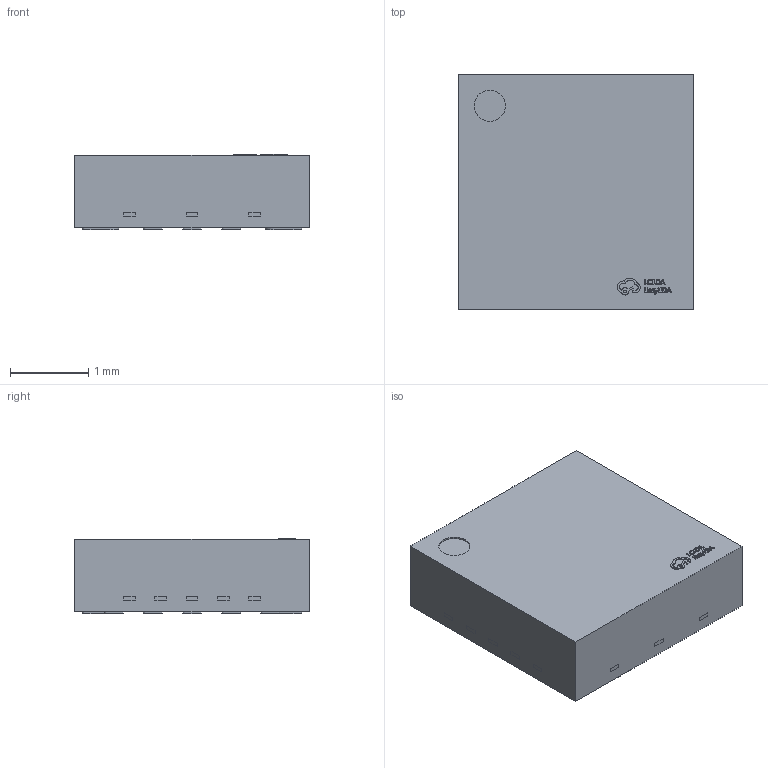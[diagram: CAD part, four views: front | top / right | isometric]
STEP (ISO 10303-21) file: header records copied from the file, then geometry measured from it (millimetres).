
FILE_DESCRIPTION (( 'STEP AP214' ), '1' );
FILE_NAME ('QFN-16_L3.0-W3.0-H1.0-P0.50-TL_MMA8452QR1.step', '2022-07-15T02:51:49', ( '' ), ( '' ), 'SwSTEP 2.0', 'SolidWorks 2020', '' );
FILE_SCHEMA (( 'AUTOMOTIVE_DESIGN' ));
Length unit declared in the file: millimetre
Products named in the file (1): QFN-16_L3.0-W3.0-H1.0-P0.50-TL_MMA8452QR1
Bounding box: 3 x 3 x 0.96 mm (x, y, z)
Volume: 8.4 mm3; surface area: 33 mm2
Topology: 17 solids, 17 shells, 468 faces, 1237 edges, 846 vertices
Faces by surface type: plane 291, bspline 112, cylinder 65
Entity records: 20328 total; most frequent: CARTESIAN_POINT 4656, ORIENTED_EDGE 2474, DIRECTION 1853, EDGE_CURVE 1237, LINE 879, VECTOR 879, VERTEX_POINT 846, EDGE_LOOP 511
